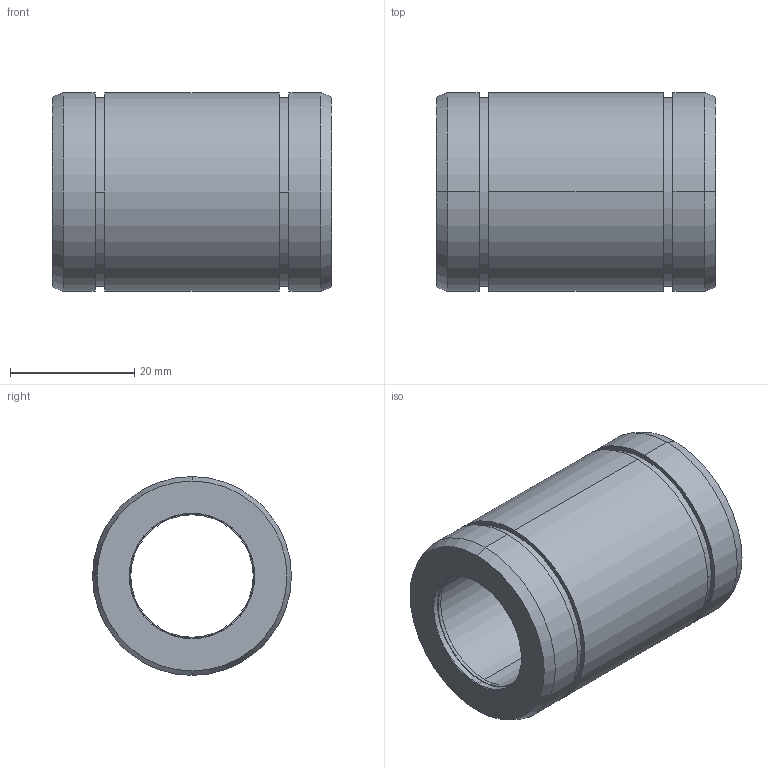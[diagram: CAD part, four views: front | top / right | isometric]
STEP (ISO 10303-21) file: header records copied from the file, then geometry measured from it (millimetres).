
FILE_DESCRIPTION(('STEP AP214'),'1');
FILE_NAME('dbl_2032x-jr.stp','2019-04-15T17:00:07',('TraceParts'),('TraceParts S.A.'),'Spatial InterOp 3D',' ',' ');
FILE_SCHEMA(('AUTOMOTIVE_DESIGN { 1 0 10303 214 1 1 1 1 }'));
Length unit declared in the file: millimetre
Products named in the file (1): dbl_2032x-jr
Bounding box: 45 x 32 x 32 mm (x, y, z)
Volume: 21679.4 mm3; surface area: 8518.4 mm2
Topology: 1 solids, 1 shells, 36 faces, 82 edges, 54 vertices
Faces by surface type: cylinder 16, cone 12, plane 8
Entity records: 1361 total; most frequent: DIRECTION 210, CARTESIAN_POINT 173, ORIENTED_EDGE 164, AXIS2_PLACEMENT_3D 91, EDGE_CURVE 82, VERTEX_POINT 54, CIRCLE 54, EDGE_LOOP 44
